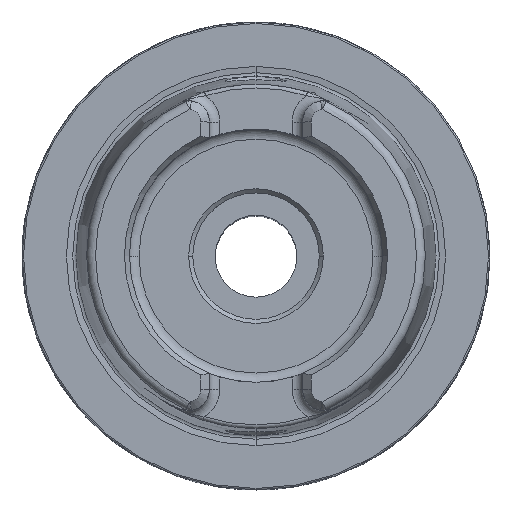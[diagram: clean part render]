
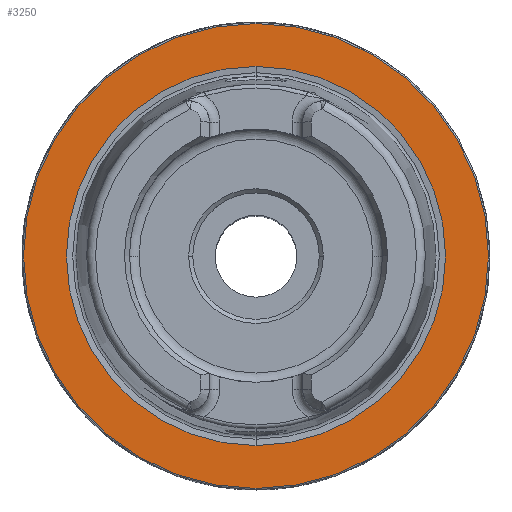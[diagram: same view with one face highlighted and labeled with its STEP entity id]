
A CAD part, top view. The second image highlights one B-rep face of the part: STEP entity #3250.
In plain terms, the highlighted planar face has unit normal (0, 0, 1).
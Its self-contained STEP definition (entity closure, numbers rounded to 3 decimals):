
#51 = CARTESIAN_POINT ( 'NONE',  ( 0., 0., 0. ) ) ;
#137 = FACE_OUTER_BOUND ( 'NONE', #3254, .T. ) ;
#381 = DIRECTION ( 'NONE',  ( 0., -1., 0. ) ) ;
#1128 = DIRECTION ( 'NONE',  ( 0., 0., -1. ) ) ;
#1165 = VERTEX_POINT ( 'NONE', #2697 ) ;
#1289 = CARTESIAN_POINT ( 'NONE',  ( 0., 25.5, 0. ) ) ;
#1303 = EDGE_LOOP ( 'NONE', ( #7200, #11750 ) ) ;
#1567 = CARTESIAN_POINT ( 'NONE',  ( 0., 0., 0. ) ) ;
#1579 = DIRECTION ( 'NONE',  ( 0., 0., -1. ) ) ;
#1876 = EDGE_CURVE ( 'NONE', #3310, #1165, #12068, .T. ) ;
#1984 = AXIS2_PLACEMENT_3D ( 'NONE', #51, #1128, #5141 ) ;
#2546 = DIRECTION ( 'NONE',  ( 0., -1., 0. ) ) ;
#2558 = CARTESIAN_POINT ( 'NONE',  ( 0., 0., 0. ) ) ;
#2660 = AXIS2_PLACEMENT_3D ( 'NONE', #7188, #1579, #8127 ) ;
#2697 = CARTESIAN_POINT ( 'NONE',  ( 0., -25.5, 0. ) ) ;
#2966 = CIRCLE ( 'NONE', #9908, 31.27 ) ;
#3250 = ADVANCED_FACE ( 'NONE', ( #137, #5138 ), #7837, .T. ) ;
#3254 = EDGE_LOOP ( 'NONE', ( #8126, #5361 ) ) ;
#3310 = VERTEX_POINT ( 'NONE', #1289 ) ;
#3508 = DIRECTION ( 'NONE',  ( 0., -1., 0. ) ) ;
#3707 = CARTESIAN_POINT ( 'NONE',  ( 0., -31.27, 0. ) ) ;
#5138 = FACE_BOUND ( 'NONE', #1303, .T. ) ;
#5141 = DIRECTION ( 'NONE',  ( 0., 1., 0. ) ) ;
#5361 = ORIENTED_EDGE ( 'NONE', *, *, #10701, .T. ) ;
#5744 = CARTESIAN_POINT ( 'NONE',  ( 0., 31.27, 0. ) ) ;
#5905 = EDGE_CURVE ( 'NONE', #6783, #11485, #11666, .T. ) ;
#5993 = DIRECTION ( 'NONE',  ( 0., 0., 1. ) ) ;
#6257 = AXIS2_PLACEMENT_3D ( 'NONE', #2558, #9053, #3508 ) ;
#6783 = VERTEX_POINT ( 'NONE', #3707 ) ;
#7188 = CARTESIAN_POINT ( 'NONE',  ( 0., 0., 0. ) ) ;
#7200 = ORIENTED_EDGE ( 'NONE', *, *, #10058, .T. ) ;
#7837 = PLANE ( 'NONE',  #11272 ) ;
#8112 = DIRECTION ( 'NONE',  ( 0., 0., 1. ) ) ;
#8126 = ORIENTED_EDGE ( 'NONE', *, *, #5905, .T. ) ;
#8127 = DIRECTION ( 'NONE',  ( 0., 1., 0. ) ) ;
#9053 = DIRECTION ( 'NONE',  ( 0., 0., 1. ) ) ;
#9518 = CIRCLE ( 'NONE', #2660, 25.5 ) ;
#9908 = AXIS2_PLACEMENT_3D ( 'NONE', #1567, #8112, #2546 ) ;
#10058 = EDGE_CURVE ( 'NONE', #1165, #3310, #9518, .T. ) ;
#10701 = EDGE_CURVE ( 'NONE', #11485, #6783, #2966, .T. ) ;
#11272 = AXIS2_PLACEMENT_3D ( 'NONE', #11613, #5993, #381 ) ;
#11485 = VERTEX_POINT ( 'NONE', #5744 ) ;
#11613 = CARTESIAN_POINT ( 'NONE',  ( 0., 31.47, 0. ) ) ;
#11666 = CIRCLE ( 'NONE', #6257, 31.27 ) ;
#11750 = ORIENTED_EDGE ( 'NONE', *, *, #1876, .T. ) ;
#12068 = CIRCLE ( 'NONE', #1984, 25.5 ) ;
